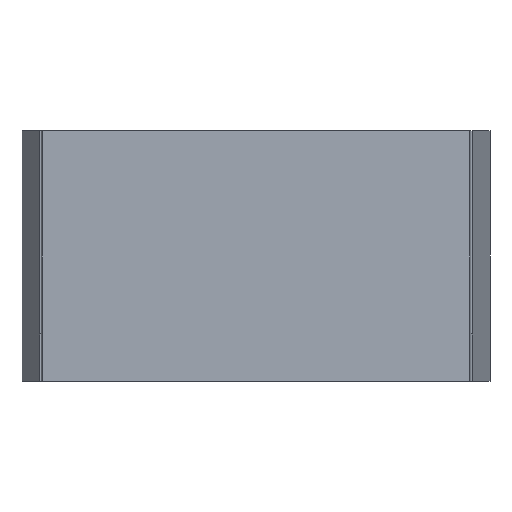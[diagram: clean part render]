
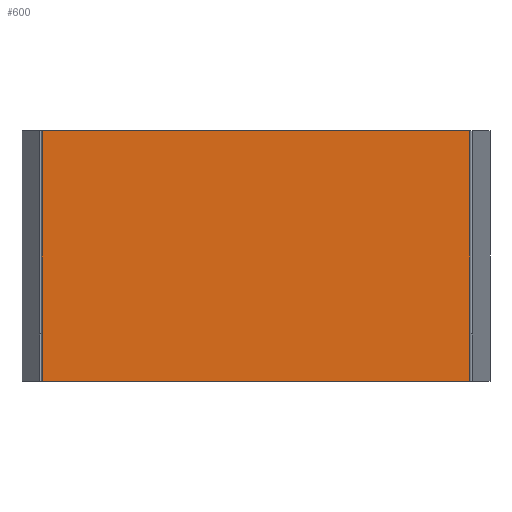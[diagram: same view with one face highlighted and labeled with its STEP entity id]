
A CAD part, front view. The second image highlights one B-rep face of the part: STEP entity #600.
In plain terms, the highlighted planar face has unit normal (0, -1, 0).
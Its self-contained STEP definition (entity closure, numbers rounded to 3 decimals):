
#46=FACE_OUTER_BOUND('',#78,.T.);
#78=EDGE_LOOP('',(#539,#540,#541,#542));
#80=LINE('',#792,#162);
#130=LINE('',#893,#212);
#152=LINE('',#932,#234);
#154=LINE('',#937,#236);
#162=VECTOR('',#649,10.);
#212=VECTOR('',#717,10.);
#234=VECTOR('',#755,10.);
#236=VECTOR('',#763,10.);
#244=VERTEX_POINT('',#789);
#245=VERTEX_POINT('',#791);
#286=VERTEX_POINT('',#890);
#287=VERTEX_POINT('',#892);
#298=EDGE_CURVE('',#244,#245,#80,.T.);
#348=EDGE_CURVE('',#287,#286,#130,.T.);
#370=EDGE_CURVE('',#286,#245,#152,.T.);
#372=EDGE_CURVE('',#244,#287,#154,.T.);
#539=ORIENTED_EDGE('',*,*,#372,.T.);
#540=ORIENTED_EDGE('',*,*,#348,.T.);
#541=ORIENTED_EDGE('',*,*,#370,.T.);
#542=ORIENTED_EDGE('',*,*,#298,.F.);
#571=PLANE('',#643);
#600=ADVANCED_FACE('',(#46),#571,.T.);
#643=AXIS2_PLACEMENT_3D('',#951,#784,#785);
#649=DIRECTION('',(1.,0.,0.));
#717=DIRECTION('',(1.,0.,0.));
#755=DIRECTION('',(0.,0.,1.));
#763=DIRECTION('',(0.,0.,-1.));
#784=DIRECTION('center_axis',(0.,-1.,0.));
#785=DIRECTION('ref_axis',(0.,0.,-1.));
#789=CARTESIAN_POINT('',(5.443,-3.315,2.));
#791=CARTESIAN_POINT('',(68.443,-3.315,2.));
#792=CARTESIAN_POINT('',(22.693,-3.315,2.));
#890=CARTESIAN_POINT('',(68.443,-3.315,-35.));
#892=CARTESIAN_POINT('',(5.443,-3.315,-35.));
#893=CARTESIAN_POINT('',(65.443,-3.315,-35.));
#932=CARTESIAN_POINT('',(68.443,-3.315,0.));
#937=CARTESIAN_POINT('',(5.443,-3.315,0.));
#951=CARTESIAN_POINT('Origin',(8.443,-3.315,0.));
